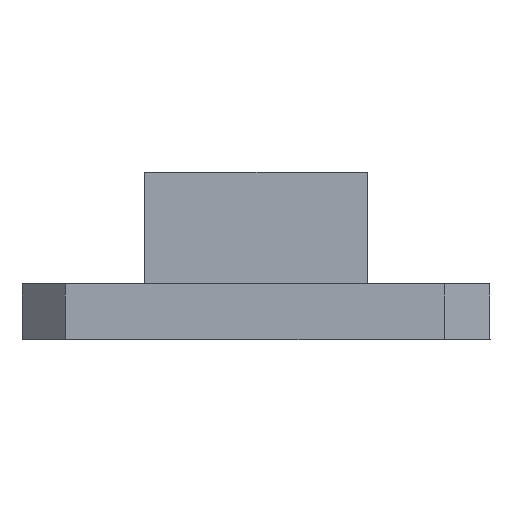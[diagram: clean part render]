
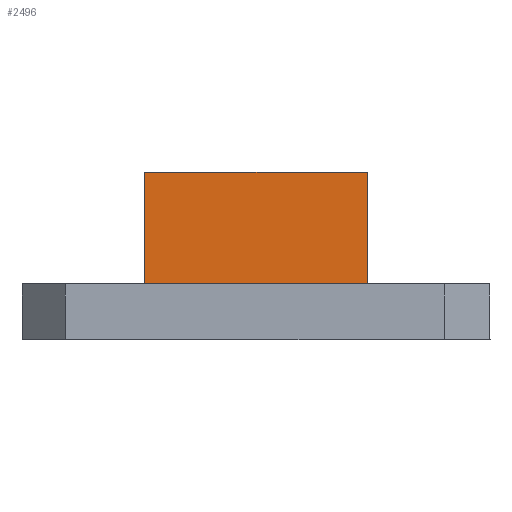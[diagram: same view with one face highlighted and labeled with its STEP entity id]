
A CAD part, left-side view. The second image highlights one B-rep face of the part: STEP entity #2496.
In plain terms, the highlighted planar face has unit normal (-1, 0, 0).
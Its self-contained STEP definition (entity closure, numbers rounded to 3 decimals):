
#72 = VERTEX_POINT ( 'NONE', #1300 ) ;
#131 = DIRECTION ( 'NONE',  ( 0., 1., 0. ) ) ;
#149 = LINE ( 'NONE', #2404, #1343 ) ;
#185 = DIRECTION ( 'NONE',  ( 0., 0., 1. ) ) ;
#429 = LINE ( 'NONE', #3136, #3149 ) ;
#435 = DIRECTION ( 'NONE',  ( 0., 0., 1. ) ) ;
#527 = EDGE_CURVE ( 'NONE', #72, #2547, #3251, .T. ) ;
#747 = EDGE_CURVE ( 'NONE', #2749, #72, #3103, .T. ) ;
#814 = VECTOR ( 'NONE', #2774, 1000. ) ;
#1291 = EDGE_CURVE ( 'NONE', #2547, #1973, #429, .T. ) ;
#1300 = CARTESIAN_POINT ( 'NONE',  ( 21., -10., 15. ) ) ;
#1343 = VECTOR ( 'NONE', #185, 1000. ) ;
#1359 = CARTESIAN_POINT ( 'NONE',  ( 21., 10., 15. ) ) ;
#1520 = CARTESIAN_POINT ( 'NONE',  ( 21., -10., 0. ) ) ;
#1717 = ORIENTED_EDGE ( 'NONE', *, *, #1291, .F. ) ;
#1813 = DIRECTION ( 'NONE',  ( 0., -1., 0. ) ) ;
#1847 = ORIENTED_EDGE ( 'NONE', *, *, #747, .F. ) ;
#1937 = CARTESIAN_POINT ( 'NONE',  ( 21., 0., 0. ) ) ;
#1973 = VERTEX_POINT ( 'NONE', #2603 ) ;
#2055 = ORIENTED_EDGE ( 'NONE', *, *, #527, .F. ) ;
#2176 = DIRECTION ( 'NONE',  ( -1., 0., 0. ) ) ;
#2178 = ORIENTED_EDGE ( 'NONE', *, *, #2971, .F. ) ;
#2404 = CARTESIAN_POINT ( 'NONE',  ( 21., 10., 0. ) ) ;
#2452 = CARTESIAN_POINT ( 'NONE',  ( 21., -10., 5. ) ) ;
#2496 = ADVANCED_FACE ( 'NONE', ( #3152 ), #2697, .T. ) ;
#2547 = VERTEX_POINT ( 'NONE', #2452 ) ;
#2603 = CARTESIAN_POINT ( 'NONE',  ( 21., 10., 5. ) ) ;
#2654 = VECTOR ( 'NONE', #1813, 1000. ) ;
#2697 = PLANE ( 'NONE',  #2958 ) ;
#2749 = VERTEX_POINT ( 'NONE', #1359 ) ;
#2774 = DIRECTION ( 'NONE',  ( 0., 0., -1. ) ) ;
#2958 = AXIS2_PLACEMENT_3D ( 'NONE', #1937, #2176, #435 ) ;
#2971 = EDGE_CURVE ( 'NONE', #1973, #2749, #149, .T. ) ;
#3054 = CARTESIAN_POINT ( 'NONE',  ( 21., 10., 15. ) ) ;
#3103 = LINE ( 'NONE', #3054, #2654 ) ;
#3136 = CARTESIAN_POINT ( 'NONE',  ( 21., -17.1, 5. ) ) ;
#3149 = VECTOR ( 'NONE', #131, 1000. ) ;
#3152 = FACE_OUTER_BOUND ( 'NONE', #3159, .T. ) ;
#3159 = EDGE_LOOP ( 'NONE', ( #1717, #2055, #1847, #2178 ) ) ;
#3251 = LINE ( 'NONE', #1520, #814 ) ;
